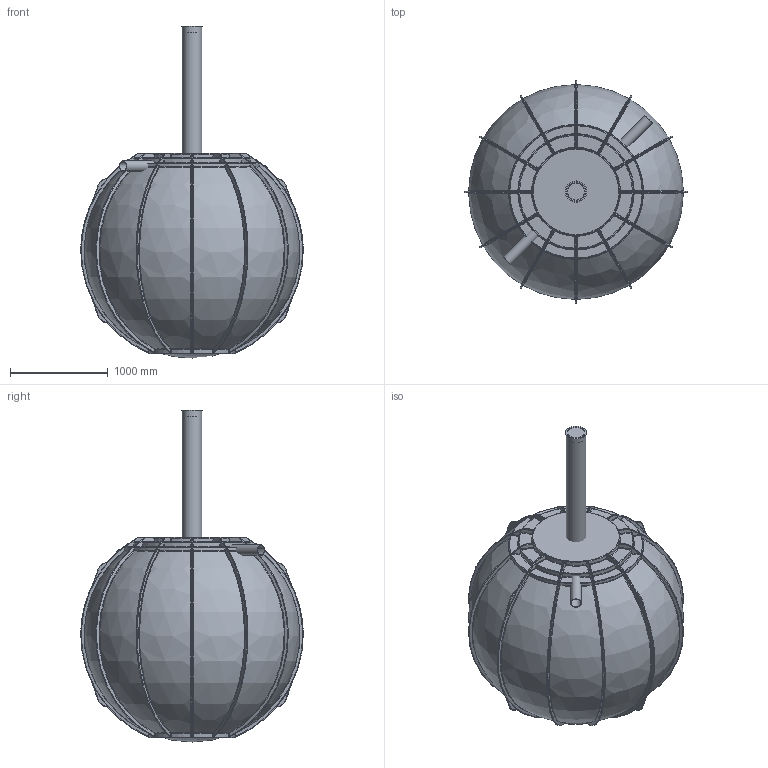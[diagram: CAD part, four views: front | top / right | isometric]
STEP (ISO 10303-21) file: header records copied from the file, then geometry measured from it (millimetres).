
FILE_DESCRIPTION(/* description */ ('Unknown'),/* implementation_level */ '2;1');
FILE_NAME(/* name */ 'Liiva-mudaeraldaja 5m3 Pallis 28.03.23',/* time_stamp */ '2023-04-13T14:32:19+03:00',/* author */ ('Unknown'),/* organization */ ('Unknown'),/* preprocessor_version */ 'ST-DEVELOPER v18.1',/* originating_system */ 'Solid Edge',/* authorisation */ 'Unknown');
FILE_SCHEMA (('AUTOMOTIVE_DESIGN {1 0 10303 214 3 1 1}'));
Length unit declared in the file: millimetre
Products named in the file (6): Liiva-mudaeraldaja 5m3 Pallis 28.03.23; 2759.000 Pall 2200_5_copy kasutamiseks; kaas200; RoundTubing 110x6.6_oa_0; RoundTubing 200x7.7_oa_1; RoundTubing 110x6.6_oa_2
Assembly tree (5 placements, depth 2):
  Liiva-mudaeraldaja 5m3 Pallis 28.03.23
    2759.000 Pall 2200_5_copy kasutamiseks
    kaas200
    RoundTubing 110x6.6_oa_0
    RoundTubing 200x7.7_oa_1
    RoundTubing 110x6.6_oa_2
Bounding box: 2280 x 2280 x 3400 mm (x, y, z)
Volume: 214563094.1 mm3; surface area: 35500028.8 mm2
Topology: 5 solids, 6 shells, 721 faces, 1867 edges, 1053 vertices
Faces by surface type: bspline 268, torus 131, cylinder 96, sphere 87, cone 72, plane 67
Full cylindrical faces by diameter (mm): 96.8 x2, 110 x2, 174 x1, 184 x1, 184.6 x1, 200 x1, 220 x1, 876 x1, 1156 x1, 1356 x1
Entity records: 27968 total; most frequent: CARTESIAN_POINT 13248, ORIENTED_EDGE 3502, DIRECTION 2532, EDGE_CURVE 1751, AXIS2_PLACEMENT_3D 1218, VERTEX_POINT 1043, B_SPLINE_CURVE_WITH_KNOTS 896, EDGE_LOOP 752
